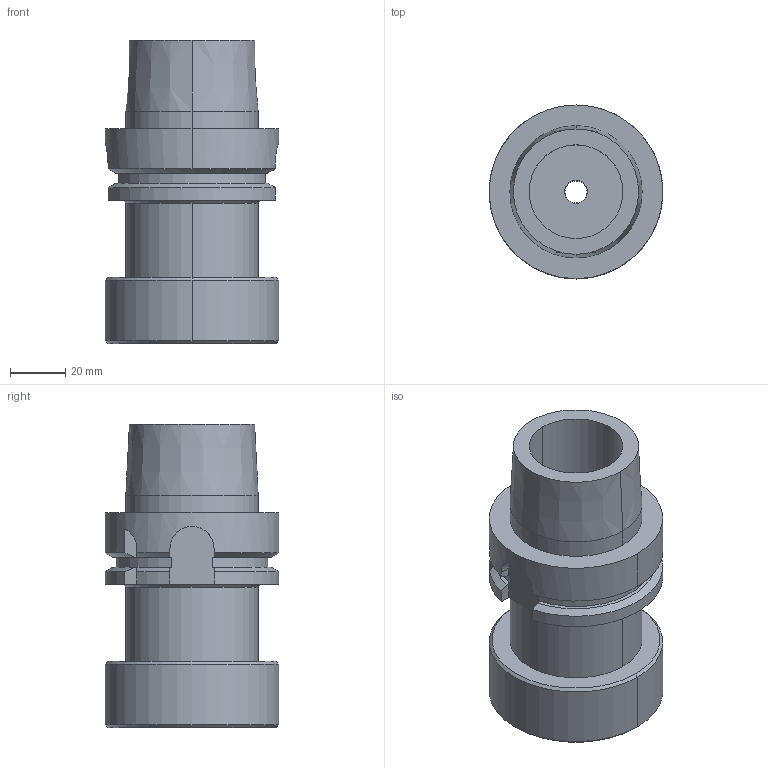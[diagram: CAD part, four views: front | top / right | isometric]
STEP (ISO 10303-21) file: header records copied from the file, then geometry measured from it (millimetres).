
FILE_DESCRIPTION((''),'2;1');
FILE_NAME('8432906357','2022-02-16T14:56:07',('thiemer'),(''),'CREO PARAMETRIC BY PTC INC, 2021164','CREO PARAMETRIC BY PTC INC, 2021164','');
FILE_SCHEMA(('AUTOMOTIVE_DESIGN { 1 0 10303 214 1 1 1 1 }'));
Length unit declared in the file: millimetre
Products named in the file (1): 8432906357
Bounding box: 63 x 63 x 110 mm (x, y, z)
Volume: 199761.1 mm3; surface area: 35033.6 mm2
Topology: 1 solids, 1 shells, 66 faces, 166 edges, 108 vertices
Faces by surface type: plane 27, cylinder 25, cone 14
Entity records: 2885 total; most frequent: CARTESIAN_POINT 471, DIRECTION 387, ORIENTED_EDGE 332, PRESENTATION_STYLE_ASSIGNMENT 178, STYLED_ITEM 178, CURVE_STYLE 177, EDGE_CURVE 166, AXIS2_PLACEMENT_3D 147
